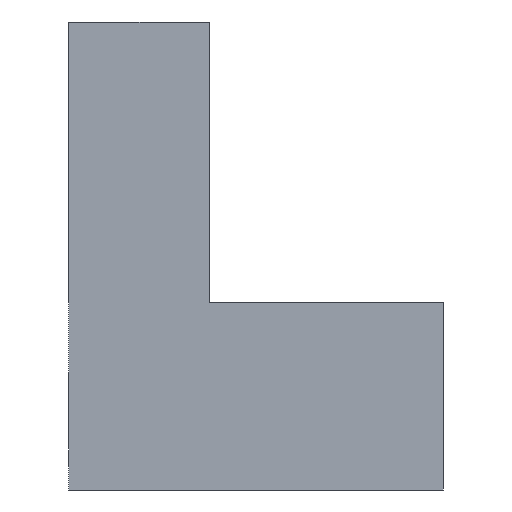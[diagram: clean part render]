
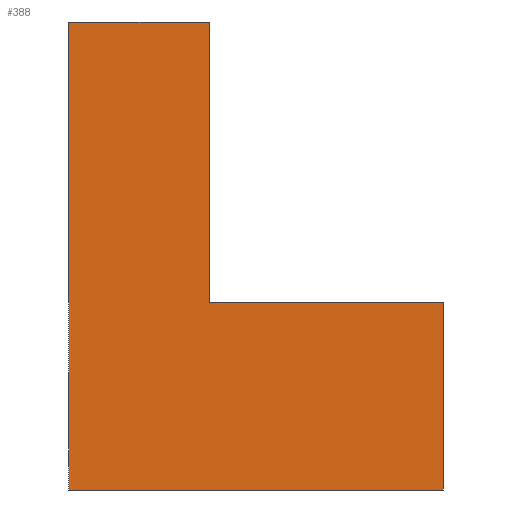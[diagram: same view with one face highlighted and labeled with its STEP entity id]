
A CAD part, left-side view. The second image highlights one B-rep face of the part: STEP entity #388.
In plain terms, the highlighted planar face has unit normal (-1, 0, 0).
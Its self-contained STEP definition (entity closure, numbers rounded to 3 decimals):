
#1 = DIRECTION ( 'NONE',  ( 0., 1., 0. ) ) ;
#14 = VERTEX_POINT ( 'NONE', #120 ) ;
#23 = DIRECTION ( 'NONE',  ( 0., 0., -1. ) ) ;
#25 = CARTESIAN_POINT ( 'NONE',  ( -36.925, 5., 0. ) ) ;
#54 = DIRECTION ( 'NONE',  ( 0., -1., 0. ) ) ;
#56 = VECTOR ( 'NONE', #584, 1000. ) ;
#68 = VECTOR ( 'NONE', #444, 1000. ) ;
#83 = VERTEX_POINT ( 'NONE', #550 ) ;
#120 = CARTESIAN_POINT ( 'NONE',  ( -36.925, 20., 0. ) ) ;
#138 = CARTESIAN_POINT ( 'NONE',  ( -36.925, -20., 20. ) ) ;
#159 = AXIS2_PLACEMENT_3D ( 'NONE', #283, #654, #23 ) ;
#165 = CARTESIAN_POINT ( 'NONE',  ( -36.925, -20., 50. ) ) ;
#173 = VERTEX_POINT ( 'NONE', #484 ) ;
#176 = EDGE_CURVE ( 'NONE', #740, #173, #715, .T. ) ;
#189 = CARTESIAN_POINT ( 'NONE',  ( -36.925, -20., 20. ) ) ;
#194 = LINE ( 'NONE', #254, #68 ) ;
#215 = LINE ( 'NONE', #531, #406 ) ;
#235 = FACE_OUTER_BOUND ( 'NONE', #558, .T. ) ;
#245 = ORIENTED_EDGE ( 'NONE', *, *, #601, .F. ) ;
#249 = DIRECTION ( 'NONE',  ( 0., 0., 1. ) ) ;
#254 = CARTESIAN_POINT ( 'NONE',  ( -36.925, -20., 0. ) ) ;
#283 = CARTESIAN_POINT ( 'NONE',  ( -36.925, -20., 0. ) ) ;
#362 = LINE ( 'NONE', #25, #390 ) ;
#388 = ADVANCED_FACE ( 'NONE', ( #235 ), #478, .F. ) ;
#390 = VECTOR ( 'NONE', #249, 1000. ) ;
#406 = VECTOR ( 'NONE', #1, 1000. ) ;
#410 = VERTEX_POINT ( 'NONE', #551 ) ;
#426 = VERTEX_POINT ( 'NONE', #664 ) ;
#443 = EDGE_CURVE ( 'NONE', #740, #426, #194, .T. ) ;
#444 = DIRECTION ( 'NONE',  ( 0., 0., -1. ) ) ;
#478 = PLANE ( 'NONE',  #159 ) ;
#481 = VECTOR ( 'NONE', #54, 1000. ) ;
#484 = CARTESIAN_POINT ( 'NONE',  ( -36.925, 5., 20. ) ) ;
#507 = ORIENTED_EDGE ( 'NONE', *, *, #443, .F. ) ;
#531 = CARTESIAN_POINT ( 'NONE',  ( -36.925, -20., 0. ) ) ;
#549 = DIRECTION ( 'NONE',  ( 0., 1., 0. ) ) ;
#550 = CARTESIAN_POINT ( 'NONE',  ( -36.925, 5., 50. ) ) ;
#551 = CARTESIAN_POINT ( 'NONE',  ( -36.925, 20., 50. ) ) ;
#558 = EDGE_LOOP ( 'NONE', ( #245, #698, #631, #507, #655, #719 ) ) ;
#575 = EDGE_CURVE ( 'NONE', #14, #410, #744, .T. ) ;
#584 = DIRECTION ( 'NONE',  ( 0., 0., 1. ) ) ;
#598 = EDGE_CURVE ( 'NONE', #426, #14, #215, .T. ) ;
#601 = EDGE_CURVE ( 'NONE', #410, #83, #636, .T. ) ;
#630 = CARTESIAN_POINT ( 'NONE',  ( -36.925, 20., 0. ) ) ;
#631 = ORIENTED_EDGE ( 'NONE', *, *, #598, .F. ) ;
#636 = LINE ( 'NONE', #165, #481 ) ;
#651 = VECTOR ( 'NONE', #549, 1000. ) ;
#654 = DIRECTION ( 'NONE',  ( 1., 0., 0. ) ) ;
#655 = ORIENTED_EDGE ( 'NONE', *, *, #176, .T. ) ;
#664 = CARTESIAN_POINT ( 'NONE',  ( -36.925, -20., 0. ) ) ;
#698 = ORIENTED_EDGE ( 'NONE', *, *, #575, .F. ) ;
#715 = LINE ( 'NONE', #189, #651 ) ;
#719 = ORIENTED_EDGE ( 'NONE', *, *, #725, .T. ) ;
#725 = EDGE_CURVE ( 'NONE', #173, #83, #362, .T. ) ;
#740 = VERTEX_POINT ( 'NONE', #138 ) ;
#744 = LINE ( 'NONE', #630, #56 ) ;
